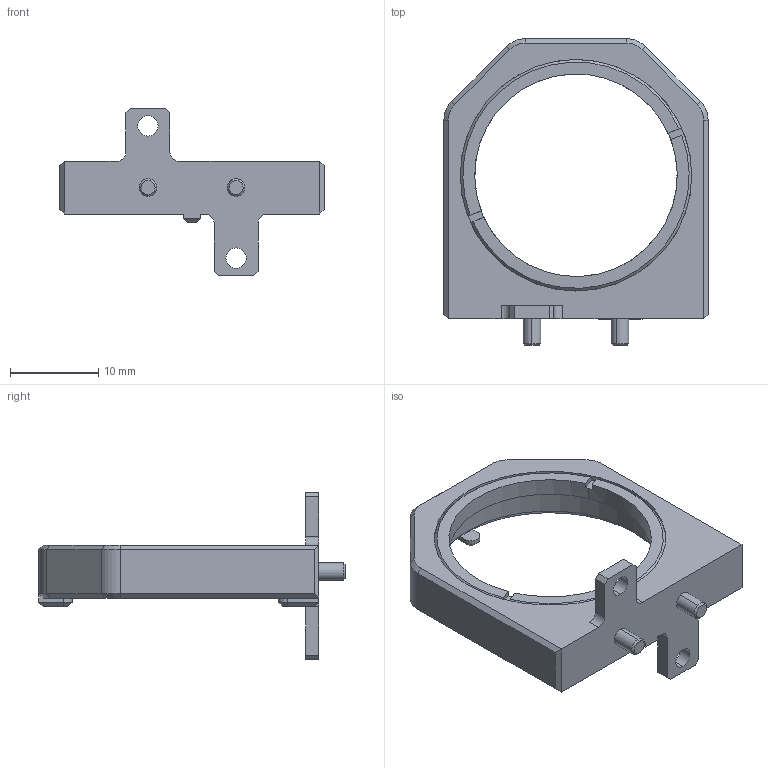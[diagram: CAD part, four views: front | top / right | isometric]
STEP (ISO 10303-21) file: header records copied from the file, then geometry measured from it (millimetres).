
FILE_DESCRIPTION (( 'STEP AP203' ), '1' );
FILE_NAME ('GCT-070204 俋倰芞.STEP', '2017-01-16T03:33:21', ( 'Lxtx999.CoM' ), ( 'Lxtx999.CoM' ), 'SwSTEP 2.0', 'SolidWorks 2012', '' );
FILE_SCHEMA (( 'CONFIG_CONTROL_DESIGN' ));
Length unit declared in the file: centimetre
Products named in the file (1): GCT-070204 俋倰芞
Bounding box: 30 x 34.8 x 19 mm (x, y, z)
Surface area: 2511.3 mm2 (no closed solid volume)
Topology: 0 solids, 4 shells, 102 faces, 259 edges, 162 vertices
Faces by surface type: plane 60, cylinder 24, cone 18
Entity records: 3129 total; most frequent: DIRECTION 545, CARTESIAN_POINT 536, ORIENTED_EDGE 500, EDGE_CURVE 259, AXIS2_PLACEMENT_3D 187, LINE 171, VECTOR 171, VERTEX_POINT 162
